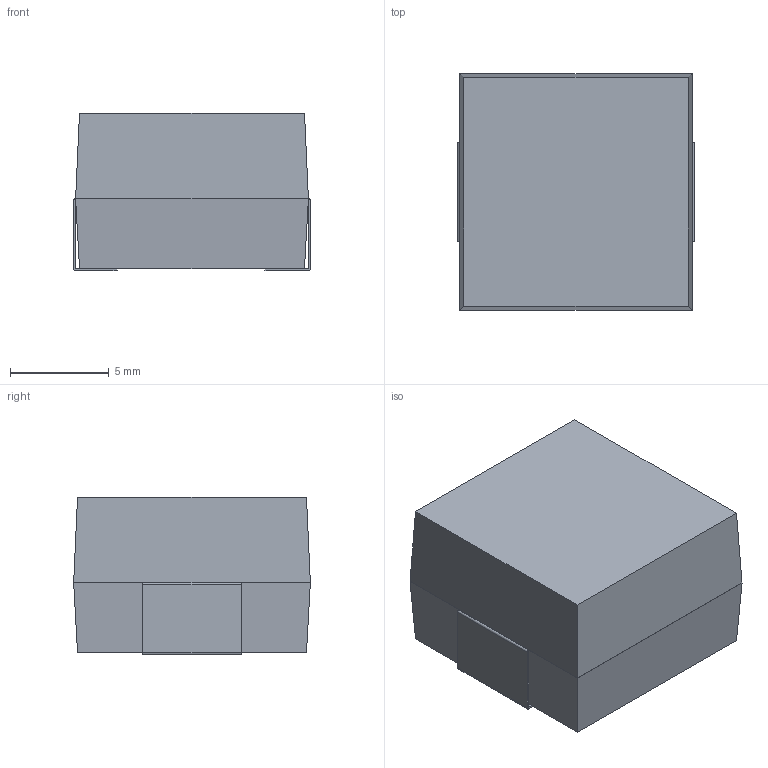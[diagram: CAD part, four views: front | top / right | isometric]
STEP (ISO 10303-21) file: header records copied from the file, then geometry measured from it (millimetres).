
FILE_DESCRIPTION(('FreeCAD Model'),'2;1');
FILE_NAME('715641.1.1.stp','2017-10-26T09:49:08',( 'Author'),(''),'Open CASCADE STEP processor 6.8','FreeCAD','Unknown' );
FILE_SCHEMA(('AUTOMOTIVE_DESIGN_CC2 { 1 2 10303 214 -1 1 5 4 }'));
Length unit declared in the file: millimetre
Products named in the file (4): ASSEMBLY; Chamfer; FilletPin1; FilletPin2
Assembly tree (3 placements, depth 2):
  ASSEMBLY
    Chamfer
    FilletPin1
    FilletPin2
Bounding box: 12 x 12 x 8 mm (x, y, z)
Volume: 1089.8 mm3; surface area: 796.4 mm2
Topology: 3 solids, 3 shells, 38 faces, 88 edges, 56 vertices
Faces by surface type: plane 34, cylinder 4
Entity records: 2294 total; most frequent: CARTESIAN_POINT 378, DIRECTION 350, LINE 244, VECTOR 244, ORIENTED_EDGE 176, PCURVE 176, DEFINITIONAL_REPRESENTATION 176, EDGE_CURVE 88
